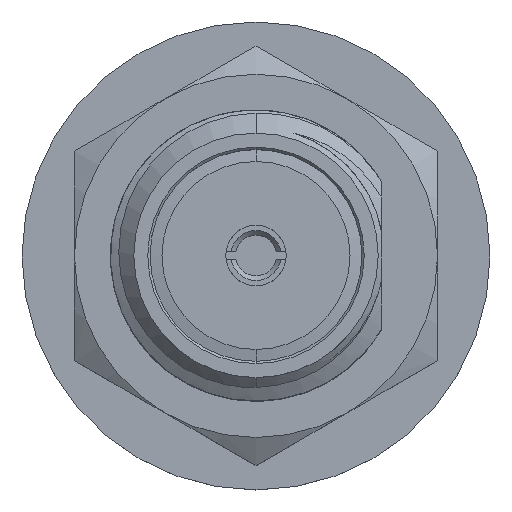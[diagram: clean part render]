
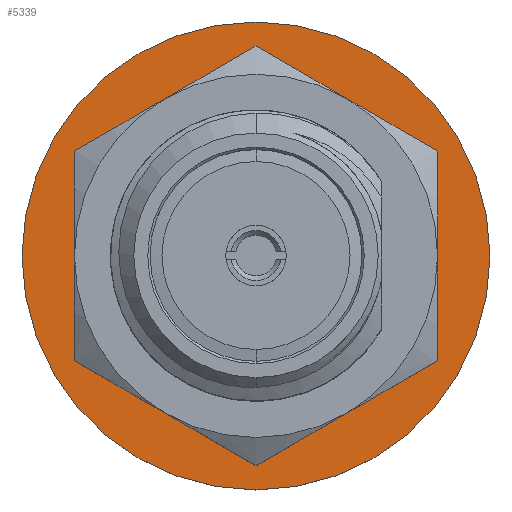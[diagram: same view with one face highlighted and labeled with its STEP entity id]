
A CAD part, top view. The second image highlights one B-rep face of the part: STEP entity #5339.
In plain terms, the highlighted planar face has unit normal (0, 0, 1).
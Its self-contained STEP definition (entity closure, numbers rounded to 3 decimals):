
#487=CARTESIAN_POINT('',(0.,0.,-7.823));
#488=DIRECTION('',(0.,0.,1.));
#489=DIRECTION('',(1.,0.,0.));
#490=AXIS2_PLACEMENT_3D('',#487,#488,#489);
#492=CARTESIAN_POINT('',(0.,0.,-7.823));
#493=DIRECTION('',(0.,0.,1.));
#494=DIRECTION('',(-1.,0.,0.));
#495=AXIS2_PLACEMENT_3D('',#492,#493,#494);
#497=CARTESIAN_POINT('',(0.,0.,-7.823));
#498=DIRECTION('',(0.,0.,-1.));
#499=DIRECTION('',(1.,0.,0.));
#500=AXIS2_PLACEMENT_3D('',#497,#498,#499);
#502=CARTESIAN_POINT('',(0.,0.,-7.823));
#503=DIRECTION('',(0.,0.,-1.));
#504=DIRECTION('',(0.5,0.866,0.));
#505=AXIS2_PLACEMENT_3D('',#502,#503,#504);
#507=CARTESIAN_POINT('',(0.,0.,-7.823));
#508=DIRECTION('',(0.,0.,1.));
#509=DIRECTION('',(-0.5,0.866,0.));
#510=AXIS2_PLACEMENT_3D('',#507,#508,#509);
#512=CARTESIAN_POINT('',(0.,0.,-7.823));
#513=DIRECTION('',(0.,0.,1.));
#514=DIRECTION('',(-1.,0.,0.));
#515=AXIS2_PLACEMENT_3D('',#512,#513,#514);
#517=CARTESIAN_POINT('',(0.,0.,-7.823));
#518=DIRECTION('',(0.,0.,-1.));
#519=DIRECTION('',(0.5,-0.866,0.));
#520=AXIS2_PLACEMENT_3D('',#517,#518,#519);
#529=CARTESIAN_POINT('',(-1.981,-3.432,
-7.823));
#564=CARTESIAN_POINT('',(0.,0.,-7.823));
#565=DIRECTION('',(0.,0.,-1.));
#566=DIRECTION('',(-0.5,0.866,0.));
#567=AXIS2_PLACEMENT_3D('',#564,#565,#566);
#576=CARTESIAN_POINT('',(3.962,0.,
-7.823));
#618=CARTESIAN_POINT('',(1.981,-3.432,-7.823));
#4150=CARTESIAN_POINT('',(1.981,3.432,-7.823));
#4192=CARTESIAN_POINT('',(-1.981,3.432,
-7.823));
#4234=CARTESIAN_POINT('',(-3.962,0.,
-7.823));
#4418=CARTESIAN_POINT('',(5.105,0.,-7.823));
#4419=CARTESIAN_POINT('',(-5.105,0.,-7.823));
#4420=VERTEX_POINT('',#4418);
#4421=VERTEX_POINT('',#4419);
#4450=VERTEX_POINT('',#529);
#4454=VERTEX_POINT('',#4234);
#4457=VERTEX_POINT('',#4192);
#4460=VERTEX_POINT('',#4150);
#4463=VERTEX_POINT('',#576);
#4466=VERTEX_POINT('',#618);
#5316=CARTESIAN_POINT('',(0.,0.,-7.823));
#5317=DIRECTION('',(0.,0.,1.));
#5318=DIRECTION('',(1.,0.,0.));
#5319=AXIS2_PLACEMENT_3D('',#5316,#5317,#5318);
#5320=PLANE('',#5319);
#5321=ORIENTED_EDGE('',*,*,#5296,.F.);
#5322=ORIENTED_EDGE('',*,*,#5310,.F.);
#5323=EDGE_LOOP('',(#5321,#5322));
#5324=FACE_OUTER_BOUND('',#5323,.F.);
#5326=ORIENTED_EDGE('',*,*,#5325,.F.);
#5328=ORIENTED_EDGE('',*,*,#5327,.F.);
#5330=ORIENTED_EDGE('',*,*,#5329,.F.);
#5332=ORIENTED_EDGE('',*,*,#5331,.F.);
#5334=ORIENTED_EDGE('',*,*,#5333,.T.);
#5336=ORIENTED_EDGE('',*,*,#5335,.T.);
#5337=EDGE_LOOP('',(#5326,#5328,#5330,#5332,#5334,#5336));
#5338=FACE_BOUND('',#5337,.F.);
#5339=ADVANCED_FACE('',(#5324,#5338),#5320,.T.);
#491=CIRCLE('',#490,5.105);
#496=CIRCLE('',#495,5.105);
#501=CIRCLE('',#500,3.962);
#506=CIRCLE('',#505,3.962);
#511=CIRCLE('',#510,3.962);
#516=CIRCLE('',#515,3.962);
#521=CIRCLE('',#520,3.962);
#568=CIRCLE('',#567,3.962);
#5296=EDGE_CURVE('',#4420,#4421,#491,.T.);
#5310=EDGE_CURVE('',#4421,#4420,#496,.T.);
#5325=EDGE_CURVE('',#4466,#4450,#521,.T.);
#5327=EDGE_CURVE('',#4463,#4466,#501,.T.);
#5329=EDGE_CURVE('',#4460,#4463,#506,.T.);
#5331=EDGE_CURVE('',#4457,#4460,#568,.T.);
#5333=EDGE_CURVE('',#4457,#4454,#511,.T.);
#5335=EDGE_CURVE('',#4454,#4450,#516,.T.);
